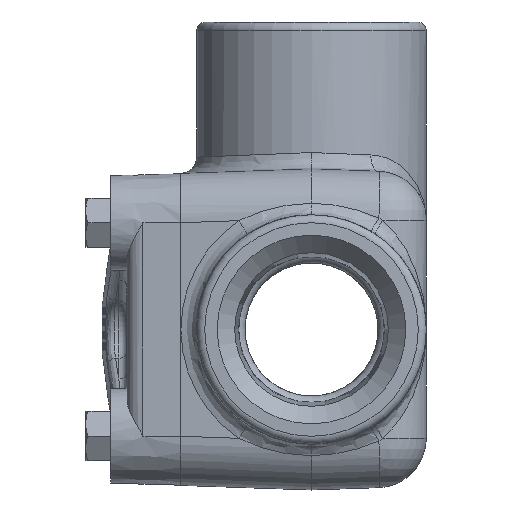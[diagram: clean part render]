
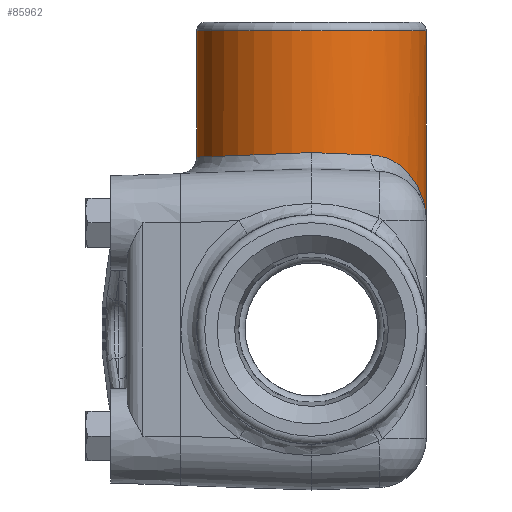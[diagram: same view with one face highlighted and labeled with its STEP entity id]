
A CAD part, left-side view. The second image highlights one B-rep face of the part: STEP entity #85962.
In plain terms, the highlighted cylindrical face has radius 22.225 mm (diameter 44.45 mm), a full revolution.
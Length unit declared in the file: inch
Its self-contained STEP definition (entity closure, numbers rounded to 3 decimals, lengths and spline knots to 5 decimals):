
#2104=B_SPLINE_CURVE_WITH_KNOTS('',3,(#114329,#114330,#114331,#114332,#114333,
#114334,#114335,#114336,#114337,#114338,#114339,#114340),.UNSPECIFIED.,
 .F.,.F.,(4,1,1,1,1,1,1,2,4),(0.,0.58616,0.87924,1.17232,
1.46541,1.75849,2.34465,2.93081,2.93338),
 .UNSPECIFIED.);
#2105=B_SPLINE_CURVE_WITH_KNOTS('',3,(#114348,#114349,#114350,#114351,#114352,
#114353,#114354,#114355,#114356,#114357),.UNSPECIFIED.,.F.,.F.,(4,2,1,1,
1,1,4),(-0.00257,0.,0.58616,1.17232,1.75849,
2.34465,2.93081),.UNSPECIFIED.);
#6548=ELLIPSE('',#91111,0.8757,0.875);
#6549=ELLIPSE('',#91112,0.8757,0.875);
#6550=ELLIPSE('',#91113,0.8757,0.875);
#9251=CYLINDRICAL_SURFACE('',#91110,0.875);
#9616=FACE_OUTER_BOUND('',#14591,.T.);
#14591=EDGE_LOOP('',(#59415,#59416,#59417,#59418,#59419,#59420,#59421,#59422,
#59423));
#19987=LINE('',#114343,#27670);
#27670=VECTOR('',#96039,0.875);
#35356=CIRCLE('',#91101,0.875);
#35361=CIRCLE('',#91106,0.875);
#36987=VERTEX_POINT('',#114309);
#36988=VERTEX_POINT('',#114310);
#36994=VERTEX_POINT('',#114327);
#36995=VERTEX_POINT('',#114328);
#36996=VERTEX_POINT('',#114341);
#36997=VERTEX_POINT('',#114344);
#36998=VERTEX_POINT('',#114346);
#45890=EDGE_CURVE('',#36987,#36988,#35356,.T.);
#45895=EDGE_CURVE('',#36988,#36987,#35361,.T.);
#45899=EDGE_CURVE('',#36994,#36995,#2104,.T.);
#45900=EDGE_CURVE('',#36996,#36994,#6548,.T.);
#45901=EDGE_CURVE('',#36996,#36988,#19987,.T.);
#45902=EDGE_CURVE('',#36997,#36996,#6549,.T.);
#45903=EDGE_CURVE('',#36998,#36997,#6550,.T.);
#45904=EDGE_CURVE('',#36995,#36998,#2105,.T.);
#59415=ORIENTED_EDGE('',*,*,#45899,.F.);
#59416=ORIENTED_EDGE('',*,*,#45900,.F.);
#59417=ORIENTED_EDGE('',*,*,#45901,.T.);
#59418=ORIENTED_EDGE('',*,*,#45890,.F.);
#59419=ORIENTED_EDGE('',*,*,#45895,.F.);
#59420=ORIENTED_EDGE('',*,*,#45901,.F.);
#59421=ORIENTED_EDGE('',*,*,#45902,.F.);
#59422=ORIENTED_EDGE('',*,*,#45903,.F.);
#59423=ORIENTED_EDGE('',*,*,#45904,.F.);
#85962=ADVANCED_FACE('',(#9616),#9251,.T.);
#91101=AXIS2_PLACEMENT_3D('',#114311,#96016,#96017);
#91106=AXIS2_PLACEMENT_3D('',#114319,#96026,#96027);
#91110=AXIS2_PLACEMENT_3D('',#114326,#96035,#96036);
#91111=AXIS2_PLACEMENT_3D('',#114342,#96037,#96038);
#91112=AXIS2_PLACEMENT_3D('',#114345,#96040,#96041);
#91113=AXIS2_PLACEMENT_3D('',#114347,#96042,#96043);
#96016=DIRECTION('center_axis',(0.,0.,1.));
#96017=DIRECTION('ref_axis',(0.,-1.,0.));
#96026=DIRECTION('center_axis',(0.,0.,1.));
#96027=DIRECTION('ref_axis',(0.,-1.,0.));
#96035=DIRECTION('center_axis',(0.,0.,-1.));
#96036=DIRECTION('ref_axis',(-1.,0.,0.));
#96037=DIRECTION('center_axis',(0.,0.04,
-0.999));
#96038=DIRECTION('ref_axis',(0.,-0.999,-0.04));
#96039=DIRECTION('',(0.,0.,1.));
#96040=DIRECTION('center_axis',(0.,-0.04,
-0.999));
#96041=DIRECTION('ref_axis',(0.,0.999,-0.04));
#96042=DIRECTION('center_axis',(0.,0.04,
-0.999));
#96043=DIRECTION('ref_axis',(0.,-0.999,-0.04));
#114309=CARTESIAN_POINT('',(0.,0.875,2.27878));
#114310=CARTESIAN_POINT('',(0.875,0.,2.27878));
#114311=CARTESIAN_POINT('Origin',(0.,0.,2.27878));
#114319=CARTESIAN_POINT('Origin',(0.,0.,2.27878));
#114326=CARTESIAN_POINT('Origin',(0.,0.,2.34375));
#114327=CARTESIAN_POINT('',(0.74875,-0.45277,1.33052));
#114328=CARTESIAN_POINT('',(0.,-0.875,0.83082));
#114329=CARTESIAN_POINT('Ctrl Pts',(0.74875,-0.45277,
1.33052));
#114330=CARTESIAN_POINT('Ctrl Pts',(0.71394,-0.51034,
1.32822));
#114331=CARTESIAN_POINT('Ctrl Pts',(0.6518,-0.58995,
1.3055));
#114332=CARTESIAN_POINT('Ctrl Pts',(0.55847,-0.67575,
1.25278));
#114333=CARTESIAN_POINT('Ctrl Pts',(0.48402,-0.73082,
1.20445));
#114334=CARTESIAN_POINT('Ctrl Pts',(0.407,-0.77625,
1.15007));
#114335=CARTESIAN_POINT('Ctrl Pts',(0.3014,-0.82496,
1.07134));
#114336=CARTESIAN_POINT('Ctrl Pts',(0.1659,-0.86452,
0.96489));
#114337=CARTESIAN_POINT('Ctrl Pts',(0.0557,-0.87495,
0.87583));
#114338=CARTESIAN_POINT('Ctrl Pts',(0.00048,-0.875,
0.83121));
#114339=CARTESIAN_POINT('Ctrl Pts',(0.00024,-0.875,0.83102));
#114340=CARTESIAN_POINT('Ctrl Pts',(0.,-0.875,0.83082));
#114341=CARTESIAN_POINT('',(0.875,0.,1.34859));
#114342=CARTESIAN_POINT('Origin',(0.,0.,1.34859));
#114343=CARTESIAN_POINT('',(0.875,0.,2.34375));
#114344=CARTESIAN_POINT('',(-0.875,0.,1.34859));
#114345=CARTESIAN_POINT('Origin',(0.,0.,1.34859));
#114346=CARTESIAN_POINT('',(-0.74875,-0.45277,1.33052));
#114347=CARTESIAN_POINT('Origin',(0.,0.,1.34859));
#114348=CARTESIAN_POINT('Ctrl Pts',(0.,-0.875,0.83082));
#114349=CARTESIAN_POINT('Ctrl Pts',(-0.00024,-0.875,0.83102));
#114350=CARTESIAN_POINT('Ctrl Pts',(-0.00048,-0.875,
0.83121));
#114351=CARTESIAN_POINT('Ctrl Pts',(-0.0557,-0.87495,
0.87583));
#114352=CARTESIAN_POINT('Ctrl Pts',(-0.1659,-0.8645,
0.96489));
#114353=CARTESIAN_POINT('Ctrl Pts',(-0.32848,-0.81707,
1.09262));
#114354=CARTESIAN_POINT('Ctrl Pts',(-0.48553,-0.73538,
1.20753));
#114355=CARTESIAN_POINT('Ctrl Pts',(-0.63122,-0.61632,
1.29797));
#114356=CARTESIAN_POINT('Ctrl Pts',(-0.71394,-0.51034,
1.32822));
#114357=CARTESIAN_POINT('Ctrl Pts',(-0.74875,-0.45277,
1.33052));
